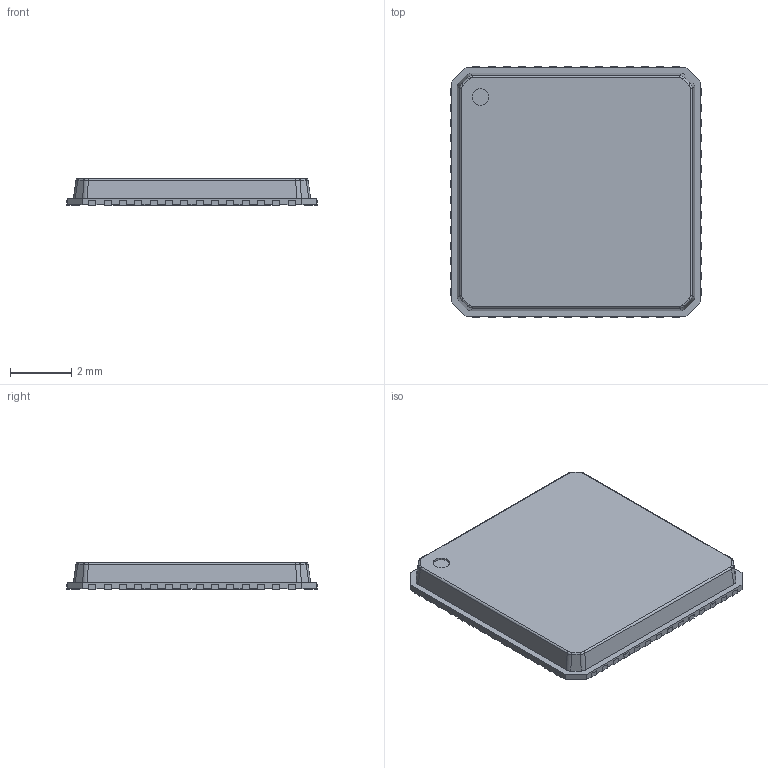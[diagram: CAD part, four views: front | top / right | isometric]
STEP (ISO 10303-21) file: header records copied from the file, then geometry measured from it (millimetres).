
FILE_DESCRIPTION(/* description */ ('Unknown'),/* implementation_level */ '2;1');
FILE_NAME(/* name */ 'RAA215300A2GNP#HA0',/* time_stamp */ '2023-12-08T10:33:36+02:00',/* author */ ('Unknown'),/* organization */ ('Unknown'),/* preprocessor_version */ 'ST-DEVELOPER v18.102',/* originating_system */ 'Solid Edge',/* authorisation */ 'Unknown');
FILE_SCHEMA (('AUTOMOTIVE_DESIGN {1 0 10303 214 3 1 1}'));
Length unit declared in the file: millimetre
Products named in the file (1): RAA215300A2GNP#HA0
Bounding box: 8.18 x 8.18 x 0.87 mm (x, y, z)
Volume: 51.6 mm3; surface area: 156.5 mm2
Topology: 1 solids, 1 shells, 504 faces, 1481 edges, 982 vertices
Faces by surface type: plane 362, cylinder 134, bspline 8
Full cylindrical faces by diameter (mm): 0.545 x1
Entity records: 20256 total; most frequent: CARTESIAN_POINT 3055, ORIENTED_EDGE 2960, DIRECTION 2750, EDGE_CURVE 1480, LINE 1204, VECTOR 1204, VERTEX_POINT 982, AXIS2_PLACEMENT_3D 773
